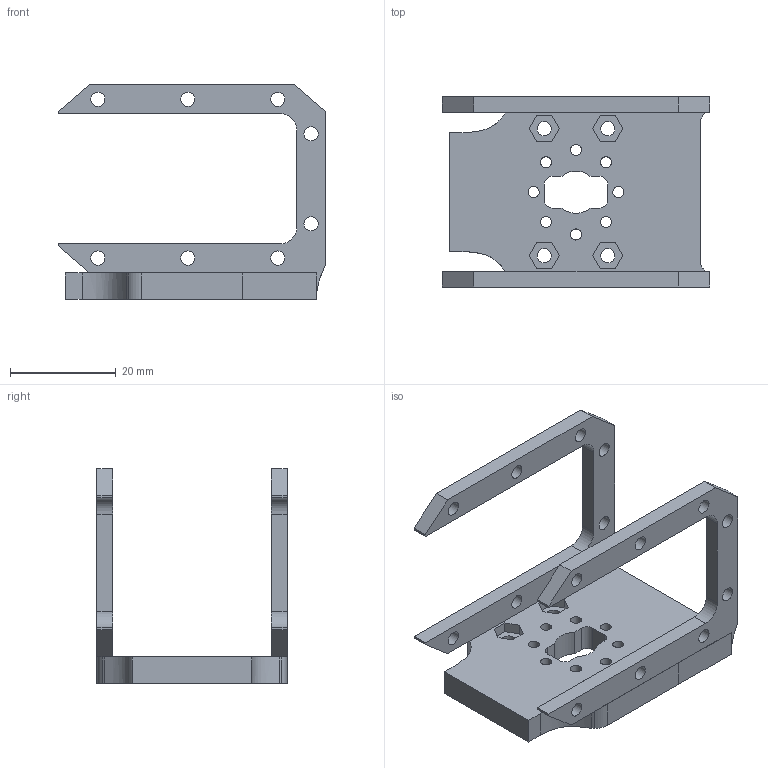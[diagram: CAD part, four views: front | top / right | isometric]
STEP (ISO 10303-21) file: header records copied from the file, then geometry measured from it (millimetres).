
FILE_DESCRIPTION(/* description */ (''),/* implementation_level */ '2;1');
FILE_NAME(/* name */ 'Gripper_Holder.step',/* time_stamp */ '2018-10-29T17:33:59+11:00',/* author */ ('TaylorY96'),/* organization */ (''),/* preprocessor_version */ 'ST-DEVELOPER v17.2',/* originating_system */ 'Autodesk Translation Framework v7.6.0.251',/* authorisation */ '');
FILE_SCHEMA (('AUTOMOTIVE_DESIGN { 1 0 10303 214 3 1 1 }'));
Length unit declared in the file: millimetre
Products named in the file (3): Tank_combined; Gripper-MX28 v35; Component190
Assembly tree (2 placements, depth 3):
  Tank_combined
    Gripper-MX28 v35
      Component190
Bounding box: 50.6 x 36 x 40.6 mm (x, y, z)
Volume: 10728.8 mm3; surface area: 8247.1 mm2
Topology: 1 solids, 1 shells, 116 faces, 362 edges, 251 vertices
Faces by surface type: plane 68, cylinder 42, bspline 6
Full cylindrical faces by diameter (mm): 2.1 x8, 2.7 x20
Entity records: 4627 total; most frequent: CARTESIAN_POINT 1137, ORIENTED_EDGE 722, DIRECTION 697, EDGE_CURVE 361, VERTEX_POINT 251, AXIS2_PLACEMENT_3D 237, LINE 223, VECTOR 223
